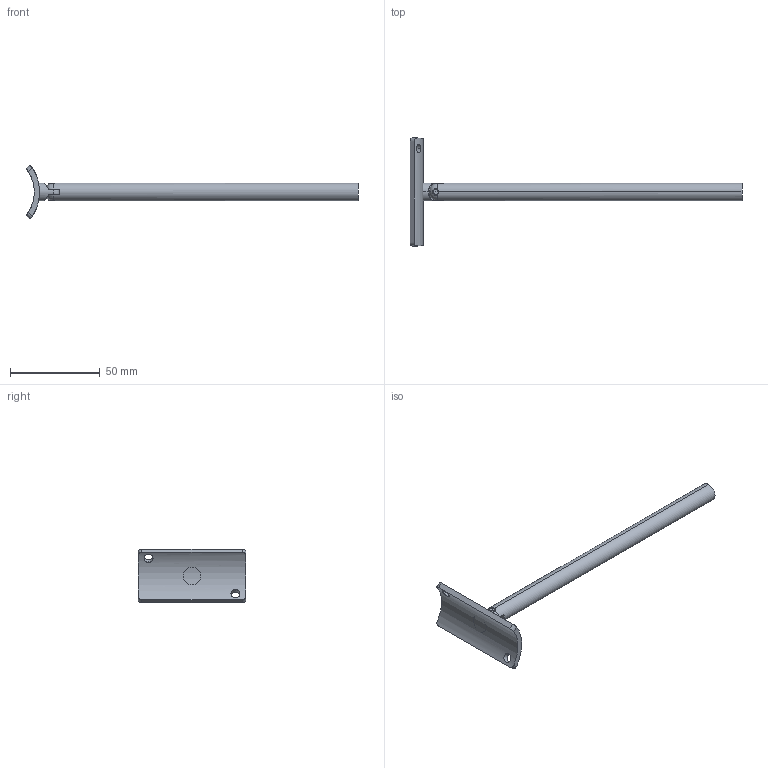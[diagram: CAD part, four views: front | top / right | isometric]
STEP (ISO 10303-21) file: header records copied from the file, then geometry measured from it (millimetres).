
FILE_DESCRIPTION (( 'STEP AP203' ), '1' );
FILE_NAME ('3D_GC2082_42.4_188684640.STEP', '2024-10-02T07:38:27', ( '' ), ( '' ), 'SwSTEP 2.0', 'SolidWorks 2024', '' );
FILE_SCHEMA (( 'CONFIG_CONTROL_DESIGN' ));
Length unit declared in the file: millimetre
Products named in the file (1): 3D_GC2082_42.4_188684640
Bounding box: 184.56 x 60 x 30 mm (x, y, z)
Volume: 19437.8 mm3; surface area: 10528.5 mm2
Topology: 4 solids, 4 shells, 45 faces, 104 edges, 67 vertices
Faces by surface type: cylinder 21, plane 14, torus 10
Entity records: 1880 total; most frequent: CARTESIAN_POINT 789, ORIENTED_EDGE 208, DIRECTION 207, EDGE_CURVE 104, AXIS2_PLACEMENT_3D 85, VERTEX_POINT 67, EDGE_LOOP 51, FACE_OUTER_BOUND 45
